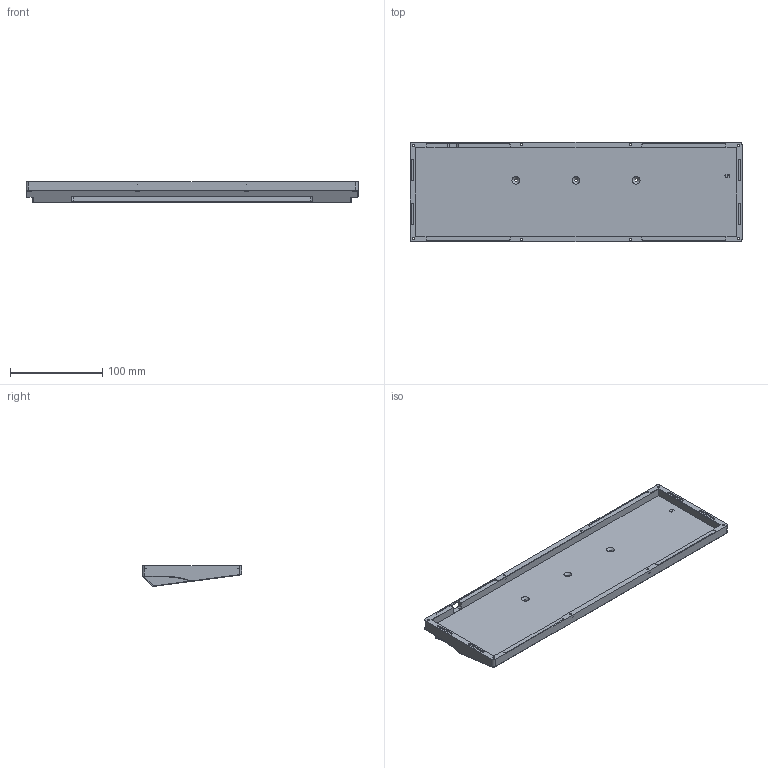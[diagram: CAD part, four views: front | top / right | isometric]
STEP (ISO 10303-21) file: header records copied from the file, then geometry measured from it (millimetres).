
FILE_DESCRIPTION(/* description */ (''),/* implementation_level */ '2;1');
FILE_NAME(/* name */ 'bottom.step',/* time_stamp */ '2022-08-30T09:54:51+08:00',/* author */ (''),/* organization */ (''),/* preprocessor_version */ 'ST-DEVELOPER v19',/* originating_system */ 'Autodesk Translation Framework v11.7.0.108',/* authorisation */ '');
FILE_SCHEMA (('AUTOMOTIVE_DESIGN { 1 0 10303 214 3 1 1 }'));
Length unit declared in the file: millimetre
Products named in the file (1): lin top-right-blocker
Bounding box: 360.61 x 108.2 x 22.68 mm (x, y, z)
Volume: 276714.5 mm3; surface area: 103483.5 mm2
Topology: 1 solids, 1 shells, 200 faces, 536 edges, 350 vertices
Faces by surface type: plane 100, cylinder 79, bspline 12, torus 5, cone 3, sphere 1
Full cylindrical faces by diameter (mm): 2.171 x8, 3.332 x3, 4.9 x8
Entity records: 6646 total; most frequent: CARTESIAN_POINT 1461, ORIENTED_EDGE 1072, DIRECTION 1063, EDGE_CURVE 536, AXIS2_PLACEMENT_3D 365, VERTEX_POINT 350, LINE 333, VECTOR 333
